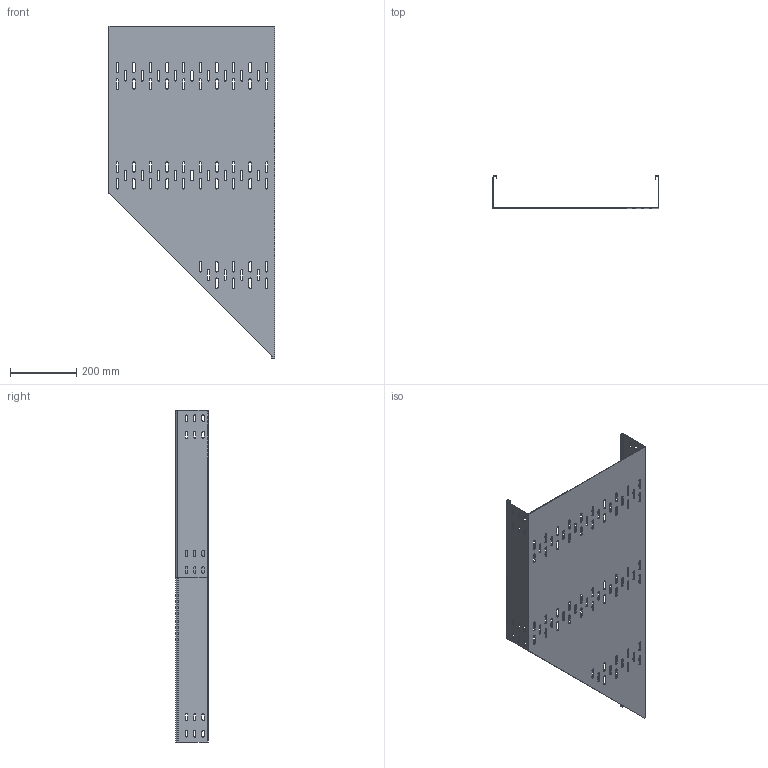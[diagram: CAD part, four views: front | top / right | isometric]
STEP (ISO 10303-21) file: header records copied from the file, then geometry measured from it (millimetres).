
FILE_DESCRIPTION (( 'STEP AP214' ), '1' );
FILE_NAME ('6061916.STEP', '2019-11-27T07:12:48', ( '' ), ( '' ), 'SwSTEP 2.0', 'SolidWorks 2018', '' );
FILE_SCHEMA (( 'AUTOMOTIVE_DESIGN' ));
Length unit declared in the file: millimetre
Products named in the file (1): 6061916
Bounding box: 500 x 98 x 1000 mm (x, y, z)
Volume: 1043951.5 mm3; surface area: 1062766.4 mm2
Topology: 1 solids, 1 shells, 485 faces, 1433 edges, 950 vertices
Faces by surface type: cylinder 265, plane 220
Entity records: 16873 total; most frequent: DIRECTION 2935, CARTESIAN_POINT 2869, ORIENTED_EDGE 2866, EDGE_CURVE 1433, AXIS2_PLACEMENT_3D 1016, VERTEX_POINT 950, LINE 903, VECTOR 903
